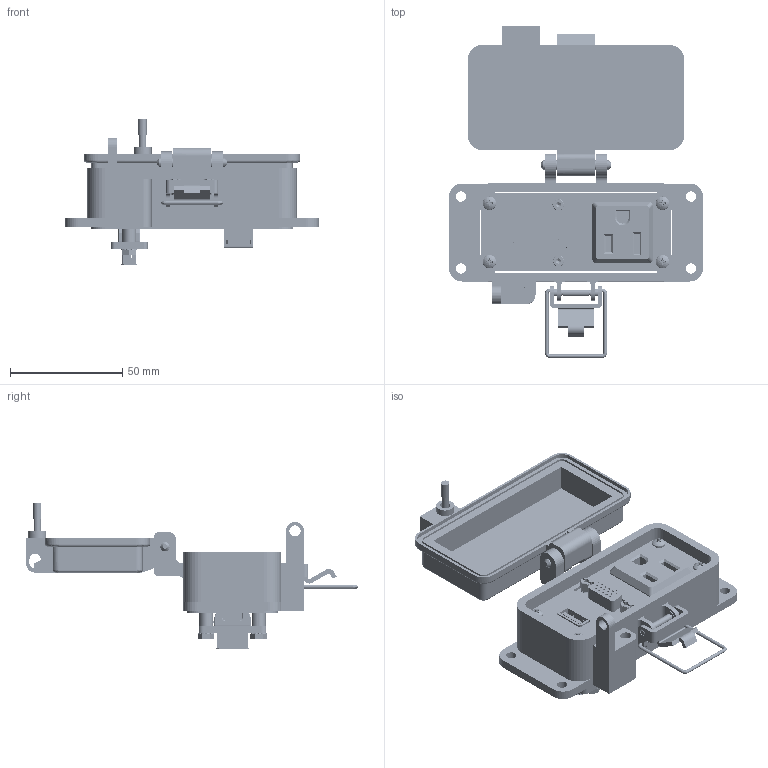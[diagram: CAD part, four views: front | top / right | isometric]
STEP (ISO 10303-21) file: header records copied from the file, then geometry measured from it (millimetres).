
FILE_DESCRIPTION (( 'STEP AP203' ), '1' );
FILE_NAME ('P-P22Q22-F3R0_3D.STEP', '2021-04-06T20:57:02', ( '' ), ( '' ), 'SwSTEP 2.0', 'SolidWorks 2019', '' );
FILE_SCHEMA (( 'CONFIG_CONTROL_DESIGN' ));
Length unit declared in the file: millimetre
Products named in the file (18): Z-300-USB-A-FF; Z-BULK-DBHV15FF; Q22; Z-001-SPR_3_4; P-P22Q22-F3R0_TP120_1; Z-000-4243316TFP; Z-H-F3_B; P-P22Q22-F3R0_BP240_1; P22; 92005A124_METRIC PAN HEAD PHILLIPS MACHINE SCREW_92005A124; Z-200-OTLT-R0SQ; -F3; P-P22Q22-F3R0_FP060_1; R; Z-000-44011_4FH_90273A117; P-P22Q22-F3R0_TP060_1; Z-002-4401_4HN_90675A005; P-P22Q22-F3R0_3D
Assembly tree (24 placements, depth 3):
  P-P22Q22-F3R0_3D
    P-P22Q22-F3R0_BP240_1
    P-P22Q22-F3R0_TP060_1
    Z-000-4243316TFP  x2
    P22
      Z-300-USB-A-FF
    P-P22Q22-F3R0_TP120_1
    Z-000-44011_4FH_90273A117  x2
    Z-001-SPR_3_4  x2
    Z-002-4401_4HN_90675A005  x2
    Q22
      Z-BULK-DBHV15FF
    P-P22Q22-F3R0_FP060_1
    R
      Z-200-OTLT-R0SQ
    -F3
      Z-H-F3_B
    92005A124_METRIC PAN HEAD PHILLIPS MACHINE SCREW_92005A124  x4
Bounding box: 113 x 147.61 x 64.54 mm (x, y, z)
Volume: 100867 mm3; surface area: 81229 mm2
Topology: 35 solids, 35 shells, 3236 faces, 8921 edges, 5856 vertices
Faces by surface type: cylinder 1485, plane 1205, bspline 301, cone 201, sphere 24, torus 20
Entity records: 92186 total; most frequent: CARTESIAN_POINT 35199, ORIENTED_EDGE 12496, DIRECTION 9999, EDGE_CURVE 6248, VERTEX_POINT 4099, LINE 3699, VECTOR 3699, AXIS2_PLACEMENT_3D 3150
